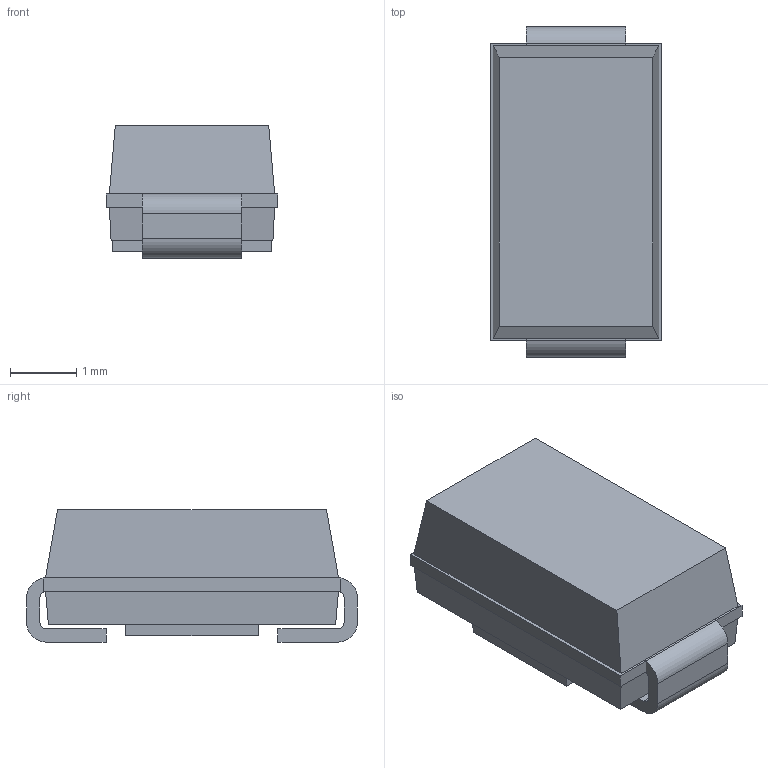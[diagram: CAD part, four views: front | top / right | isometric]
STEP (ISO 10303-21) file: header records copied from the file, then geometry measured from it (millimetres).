
FILE_DESCRIPTION(('STEP AP242'),'1');
FILE_NAME('27820.stp','2019-11-21T11:26:24',('TraceParts'),('TraceParts S.A.'),'Spatial InterOp 3D',' ',' ');
FILE_SCHEMA(('AP242_MANAGED_MODEL_BASED_3D_ENGINEERING_MIM_LF {1 0 10303 442 1 1 4}'));
Length unit declared in the file: millimetre
Products named in the file (1): 27820_1
Bounding box: 2.6 x 5 x 2 mm (x, y, z)
Volume: 20.3 mm3; surface area: 70.1 mm2
Topology: 4 solids, 4 shells, 46 faces, 108 edges, 72 vertices
Faces by surface type: plane 38, cylinder 8
Entity records: 1737 total; most frequent: CARTESIAN_POINT 230, DIRECTION 224, ORIENTED_EDGE 216, EDGE_CURVE 108, LINE 92, VECTOR 92, VERTEX_POINT 72, AXIS2_PLACEMENT_3D 66
